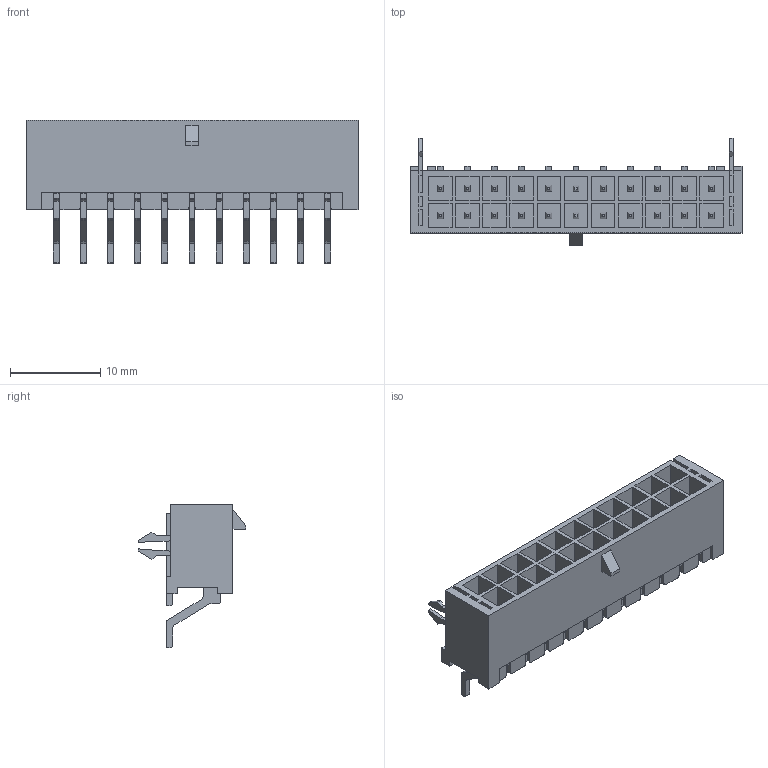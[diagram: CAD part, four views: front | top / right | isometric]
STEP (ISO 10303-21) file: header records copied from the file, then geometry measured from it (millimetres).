
FILE_DESCRIPTION( ( 'Unknown' ), '1' );
FILE_NAME( '662022230822.stp', 'Unknown', ( 'Unknown' ), ( 'Unknown' ), 'PSStep 14.0', 'Unknown', ' ' );
FILE_SCHEMA( ( 'AUTOMOTIVE_DESIGN { 1 0 10303 214 1 1 1 1 }' ) );
Length unit declared in the file: millimetre
Products named in the file (5): Assem1; 6620xx230822_PIN_COURTE; 6620xx230822_PIN_LONGUE; 6620xx230822; 662022235922
Assembly tree (25 placements, depth 2):
  Assem1
    6620xx230822_PIN_COURTE  x11
    6620xx230822_PIN_LONGUE  x11
    6620xx230822  x2
    662022235922
Bounding box: 36.7 x 11.86 x 15.9 mm (x, y, z)
Volume: 1364.7 mm3; surface area: 4463.8 mm2
Topology: 25 solids, 25 shells, 1016 faces, 2831 edges, 1858 vertices
Faces by surface type: plane 970, cylinder 46
Entity records: 21767 total; most frequent: CARTESIAN_POINT 3137, ORIENTED_EDGE 3110, DIRECTION 2741, EDGE_CURVE 1555, LINE 1465, VECTOR 1465, VERTEX_POINT 1034, AXIS2_PLACEMENT_3D 638
